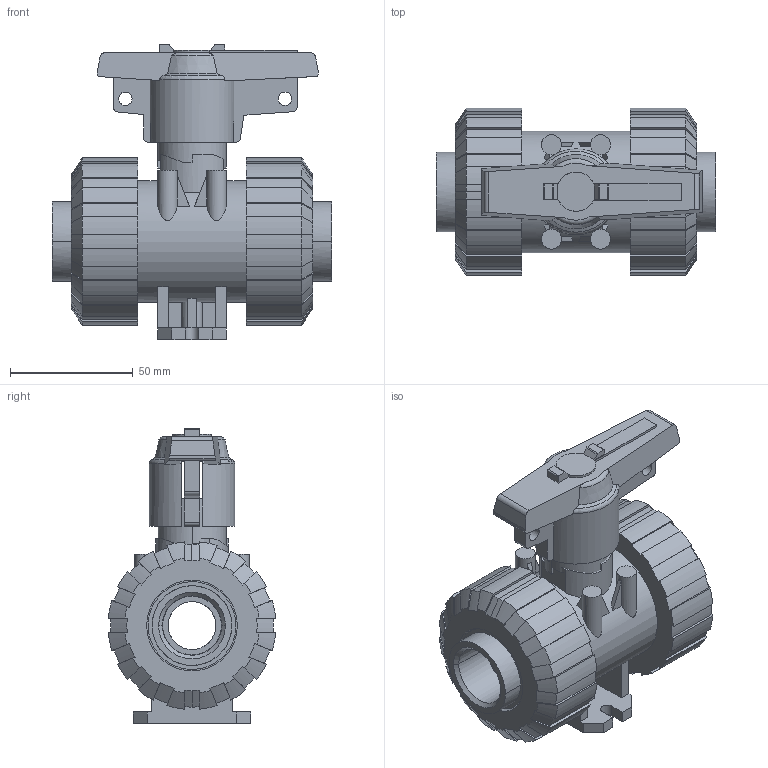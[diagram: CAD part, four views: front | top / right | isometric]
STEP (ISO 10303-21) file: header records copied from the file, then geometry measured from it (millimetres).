
FILE_DESCRIPTION(('STEP AP214'),'1');
FILE_NAME('cctmp_C223B4B9-3E0B-4B09-8B02-AA3CC1537E91_2021_10_20_14_43_44_0468..stp','2021-10-20T12:43:44',('Praher Valves GmbH'),('CADClick - www.CADClick.com'),'Spatial InterOp 3D',' ','unknown authorization');
FILE_SCHEMA(('AUTOMOTIVE_DESIGN'));
Length unit declared in the file: millimetre
Products named in the file (7): cc_unnamed; 210291_5; 210291_4; 210291_3; 210291_2; 210291_1; 210291
Assembly tree (6 placements, depth 2):
  cc_unnamed
    210291_5
    210291_4
    210291_3
    210291_2
    210291_1
    210291
Bounding box: 114 x 68.24 x 120.43 mm (x, y, z)
Volume: 308723.8 mm3; surface area: 85053.9 mm2
Topology: 6 solids, 6 shells, 460 faces, 1306 edges, 866 vertices
Faces by surface type: plane 222, cylinder 122, cone 80, bspline 28, torus 8
Entity records: 20007 total; most frequent: CARTESIAN_POINT 4444, ORIENTED_EDGE 2612, DIRECTION 2348, EDGE_CURVE 1306, VERTEX_POINT 866, AXIS2_PLACEMENT_3D 839, LINE 670, VECTOR 670
